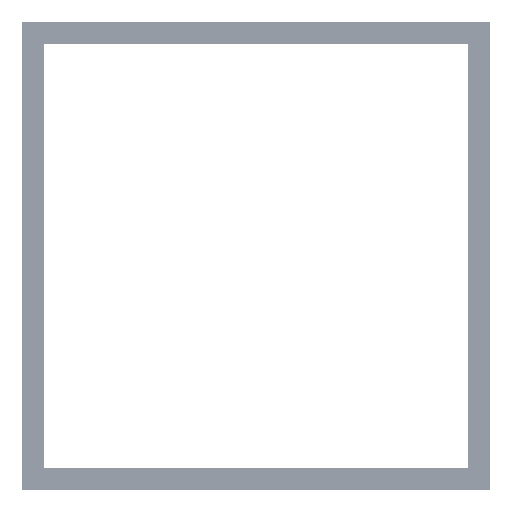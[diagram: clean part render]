
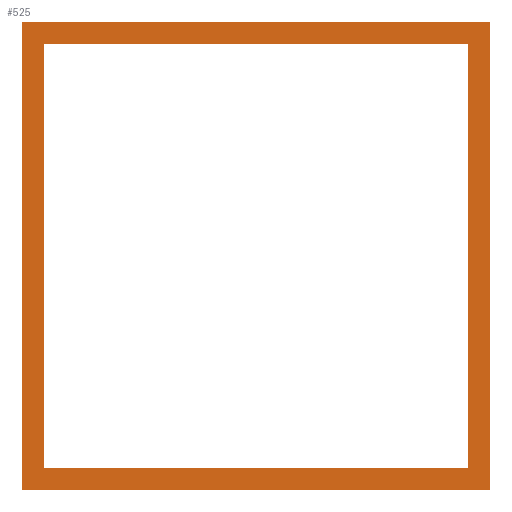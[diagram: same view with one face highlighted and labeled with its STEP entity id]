
A CAD part, left-side view. The second image highlights one B-rep face of the part: STEP entity #525.
In plain terms, the highlighted planar face has unit normal (-1, 0, 0).
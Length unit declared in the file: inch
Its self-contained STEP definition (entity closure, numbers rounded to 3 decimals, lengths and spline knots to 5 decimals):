
#525 = ADVANCED_FACE ( 'NONE', ( #8488, #33685 ), #77198, .F. ) ;
#3167 = ORIENTED_EDGE ( 'NONE', *, *, #14720, .F. ) ;
#3172 = EDGE_CURVE ( 'NONE', #26088, #54052, #30535, .T. ) ;
#5503 = CARTESIAN_POINT ( 'NONE',  ( -23.5, 1., 1. ) ) ;
#7991 = CARTESIAN_POINT ( 'NONE',  ( -23.5, -1., 1. ) ) ;
#8484 = ORIENTED_EDGE ( 'NONE', *, *, #41683, .F. ) ;
#8488 = FACE_OUTER_BOUND ( 'NONE', #42140, .T. ) ;
#9241 = DIRECTION ( 'NONE',  ( 0., 0., -1. ) ) ;
#11444 = DIRECTION ( 'NONE',  ( 0., -1., 0. ) ) ;
#13515 = DIRECTION ( 'NONE',  ( 0., 1., 0. ) ) ;
#14720 = EDGE_CURVE ( 'NONE', #40379, #38923, #80290, .T. ) ;
#14828 = VECTOR ( 'NONE', #41816, 39.37008 ) ;
#15503 = CARTESIAN_POINT ( 'NONE',  ( -23.5, -0.90625, 0.90625 ) ) ;
#16378 = VECTOR ( 'NONE', #11444, 39.37008 ) ;
#16761 = EDGE_CURVE ( 'NONE', #38923, #34388, #43316, .T. ) ;
#21792 = AXIS2_PLACEMENT_3D ( 'NONE', #77618, #45396, #70914 ) ;
#24810 = CARTESIAN_POINT ( 'NONE',  ( -23.5, -0.90625, 0. ) ) ;
#26088 = VERTEX_POINT ( 'NONE', #58809 ) ;
#28423 = EDGE_CURVE ( 'NONE', #74356, #65203, #37070, .T. ) ;
#29480 = ORIENTED_EDGE ( 'NONE', *, *, #3172, .T. ) ;
#29720 = DIRECTION ( 'NONE',  ( 0., -1., 0. ) ) ;
#30123 = CARTESIAN_POINT ( 'NONE',  ( -23.5, 0., 0.90625 ) ) ;
#30535 = LINE ( 'NONE', #30123, #41162 ) ;
#31989 = ORIENTED_EDGE ( 'NONE', *, *, #28423, .T. ) ;
#32409 = EDGE_LOOP ( 'NONE', ( #31989, #44019, #29480, #56375 ) ) ;
#33685 = FACE_BOUND ( 'NONE', #32409, .T. ) ;
#34388 = VERTEX_POINT ( 'NONE', #82588 ) ;
#36645 = VECTOR ( 'NONE', #13515, 39.37008 ) ;
#37070 = LINE ( 'NONE', #56299, #81520 ) ;
#37341 = EDGE_CURVE ( 'NONE', #70443, #40379, #60312, .T. ) ;
#38923 = VERTEX_POINT ( 'NONE', #5503 ) ;
#40379 = VERTEX_POINT ( 'NONE', #72906 ) ;
#41162 = VECTOR ( 'NONE', #29720, 39.37008 ) ;
#41342 = EDGE_CURVE ( 'NONE', #54052, #74356, #73108, .T. ) ;
#41683 = EDGE_CURVE ( 'NONE', #34388, #70443, #41954, .T. ) ;
#41816 = DIRECTION ( 'NONE',  ( 0., 0., 1. ) ) ;
#41954 = LINE ( 'NONE', #7991, #47925 ) ;
#42140 = EDGE_LOOP ( 'NONE', ( #45389, #8484, #71682, #3167 ) ) ;
#42222 = CARTESIAN_POINT ( 'NONE',  ( -23.5, -1., -1. ) ) ;
#43316 = LINE ( 'NONE', #48768, #16378 ) ;
#44019 = ORIENTED_EDGE ( 'NONE', *, *, #51827, .T. ) ;
#45389 = ORIENTED_EDGE ( 'NONE', *, *, #37341, .F. ) ;
#45396 = DIRECTION ( 'NONE',  ( 1., 0., 0. ) ) ;
#46764 = DIRECTION ( 'NONE',  ( 0., 0., 1. ) ) ;
#47925 = VECTOR ( 'NONE', #9241, 39.37008 ) ;
#48768 = CARTESIAN_POINT ( 'NONE',  ( -23.5, -1., 1. ) ) ;
#48907 = CARTESIAN_POINT ( 'NONE',  ( -23.5, 1., 1. ) ) ;
#51827 = EDGE_CURVE ( 'NONE', #65203, #26088, #64746, .T. ) ;
#54052 = VERTEX_POINT ( 'NONE', #15503 ) ;
#54219 = VECTOR ( 'NONE', #46764, 39.37008 ) ;
#56299 = CARTESIAN_POINT ( 'NONE',  ( -23.5, 0., -0.90625 ) ) ;
#56375 = ORIENTED_EDGE ( 'NONE', *, *, #41342, .T. ) ;
#58809 = CARTESIAN_POINT ( 'NONE',  ( -23.5, 0.90625, 0.90625 ) ) ;
#60312 = LINE ( 'NONE', #64186, #36645 ) ;
#60525 = CARTESIAN_POINT ( 'NONE',  ( -23.5, -0.90625, -0.90625 ) ) ;
#64186 = CARTESIAN_POINT ( 'NONE',  ( -23.5, -1., -1. ) ) ;
#64336 = CARTESIAN_POINT ( 'NONE',  ( -23.5, 0.90625, 0. ) ) ;
#64746 = LINE ( 'NONE', #64336, #54219 ) ;
#65203 = VERTEX_POINT ( 'NONE', #73864 ) ;
#70443 = VERTEX_POINT ( 'NONE', #42222 ) ;
#70914 = DIRECTION ( 'NONE',  ( 0., 0., -1. ) ) ;
#71682 = ORIENTED_EDGE ( 'NONE', *, *, #16761, .F. ) ;
#72906 = CARTESIAN_POINT ( 'NONE',  ( -23.5, 1., -1. ) ) ;
#73108 = LINE ( 'NONE', #24810, #79941 ) ;
#73864 = CARTESIAN_POINT ( 'NONE',  ( -23.5, 0.90625, -0.90625 ) ) ;
#74356 = VERTEX_POINT ( 'NONE', #60525 ) ;
#75890 = DIRECTION ( 'NONE',  ( 0., 0., -1. ) ) ;
#76381 = DIRECTION ( 'NONE',  ( 0., 1., 0. ) ) ;
#77198 = PLANE ( 'NONE',  #21792 ) ;
#77618 = CARTESIAN_POINT ( 'NONE',  ( -23.5, 0., 0. ) ) ;
#79941 = VECTOR ( 'NONE', #75890, 39.37008 ) ;
#80290 = LINE ( 'NONE', #48907, #14828 ) ;
#81520 = VECTOR ( 'NONE', #76381, 39.37008 ) ;
#82588 = CARTESIAN_POINT ( 'NONE',  ( -23.5, -1., 1. ) ) ;
